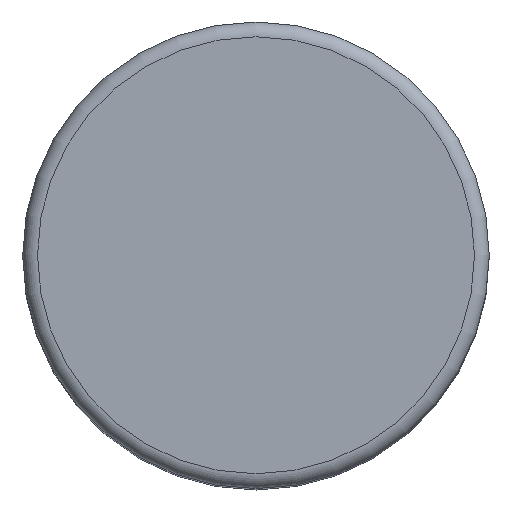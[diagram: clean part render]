
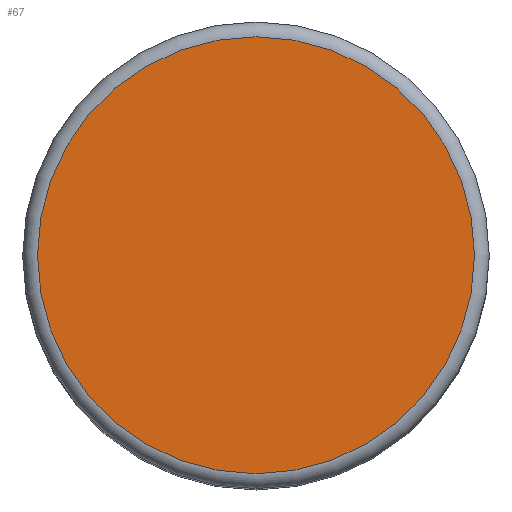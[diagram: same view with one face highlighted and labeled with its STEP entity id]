
A CAD part, top view. The second image highlights one B-rep face of the part: STEP entity #67.
In plain terms, the highlighted planar face has unit normal (0, 0, 1).
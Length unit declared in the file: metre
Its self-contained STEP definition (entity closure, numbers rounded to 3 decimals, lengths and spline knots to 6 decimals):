
#67 = ADVANCED_FACE( '', ( #142 ), #143, .T. );
#71 = EDGE_CURVE( '', #149, #149, #150, .T. );
#142 = FACE_OUTER_BOUND( '', #226, .T. );
#143 = PLANE( '', #227 );
#149 = VERTEX_POINT( '', #234 );
#150 = CIRCLE( '', #235, 0.00295 );
#226 = EDGE_LOOP( '', ( #316 ) );
#227 = AXIS2_PLACEMENT_3D( '', #317, #318, #319 );
#234 = CARTESIAN_POINT( '', ( 0., -0.002953, 0.011228 ) );
#235 = AXIS2_PLACEMENT_3D( '', #326, #327, #328 );
#316 = ORIENTED_EDGE( '', *, *, #71, .T. );
#317 = CARTESIAN_POINT( '', ( 0., -0.000003, 0.011228 ) );
#318 = DIRECTION( '', ( 0., 0., 1. ) );
#319 = DIRECTION( '', ( 1., 0., 0. ) );
#326 = CARTESIAN_POINT( '', ( 0., -0.000003, 0.011228 ) );
#327 = DIRECTION( '', ( 0., 0., 1. ) );
#328 = DIRECTION( '', ( 0., -1., 0. ) );
